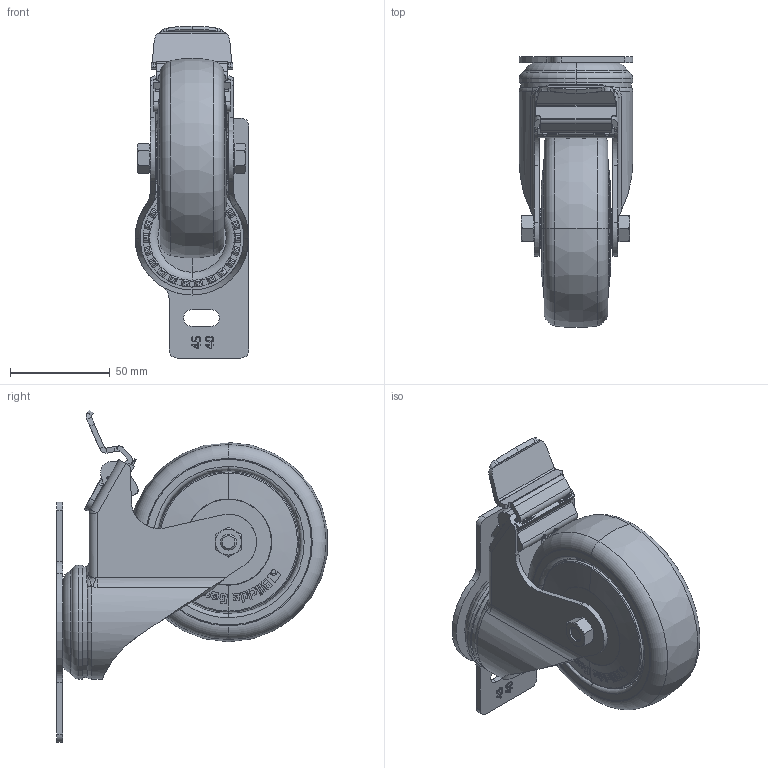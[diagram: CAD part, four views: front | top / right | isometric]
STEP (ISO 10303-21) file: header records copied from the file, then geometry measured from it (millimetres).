
FILE_DESCRIPTION (( 'STEP AP214' ), '1' );
FILE_NAME ('Accessories for aluminium profiles098S100UD4045N.step', '2016-10-19T13:20:43', ( '' ), ( '' ), 'SwSTEP 2.0', 'SolidWorks 2016', '' );
FILE_SCHEMA (( 'AUTOMOTIVE_DESIGN' ));
Length unit declared in the file: millimetre
Products named in the file (5): Accessories for aluminium profiles098S100UD4045N; PATH_101_8K-FK-744867_214_selction no pls; 4DIN931M08048MS01; 4DIN934M08M; 098S4045R.u.Tab_098S100D4045
Assembly tree (4 placements, depth 2):
  Accessories for aluminium profiles098S100UD4045N
    098S4045R.u.Tab_098S100D4045
    4DIN934M08M
    4DIN931M08048MS01
    PATH_101_8K-FK-744867_214_selction no pls
Bounding box: 57 x 135.49 x 166.07 mm (x, y, z)
Volume: 272567.1 mm3; surface area: 101330.2 mm2
Topology: 5 solids, 7 shells, 2596 faces, 6956 edges, 4504 vertices
Faces by surface type: plane 1155, bspline 767, cylinder 391, cone 147, torus 133, sphere 3
Entity records: 134613 total; most frequent: CARTESIAN_POINT 61838, ORIENTED_EDGE 13896, DIRECTION 8828, EDGE_CURVE 6948, VERTEX_POINT 4502, LINE 3300, VECTOR 3300, AXIS2_PLACEMENT_3D 2764
